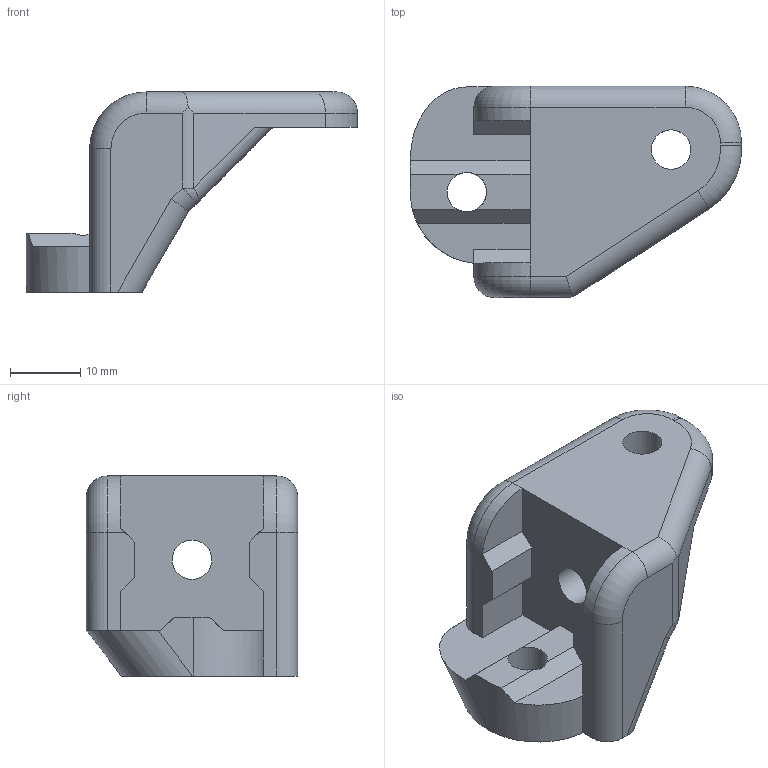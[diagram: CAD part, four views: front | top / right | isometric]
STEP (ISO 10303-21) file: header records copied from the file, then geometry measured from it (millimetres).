
FILE_DESCRIPTION(/* description */ (''),/* implementation_level */ '2;1');
FILE_NAME(/* name */ 'IdlerMountAbove_V821 v7.step',/* time_stamp */ '2021-10-22T09:52:08-04:00',/* author */ (''),/* organization */ (''),/* preprocessor_version */ 'ST-DEVELOPER v18.1',/* originating_system */ 'Autodesk Translation Framework v10.10.0.1391',/* authorisation */ '');
FILE_SCHEMA (('AUTOMOTIVE_DESIGN { 1 0 10303 214 3 1 1 }'));
Length unit declared in the file: millimetre
Products named in the file (1): IdlerMountAbove_V821
Bounding box: 47 x 30 x 28.4 mm (x, y, z)
Volume: 11652.6 mm3; surface area: 4987.9 mm2
Topology: 1 solids, 1 shells, 67 faces, 178 edges, 112 vertices
Faces by surface type: plane 33, cylinder 24, bspline 4, torus 4, sphere 2
Full cylindrical faces by diameter (mm): 5.6 x3
Entity records: 2310 total; most frequent: CARTESIAN_POINT 570, DIRECTION 362, ORIENTED_EDGE 356, EDGE_CURVE 178, AXIS2_PLACEMENT_3D 130, VERTEX_POINT 112, LINE 102, VECTOR 102
